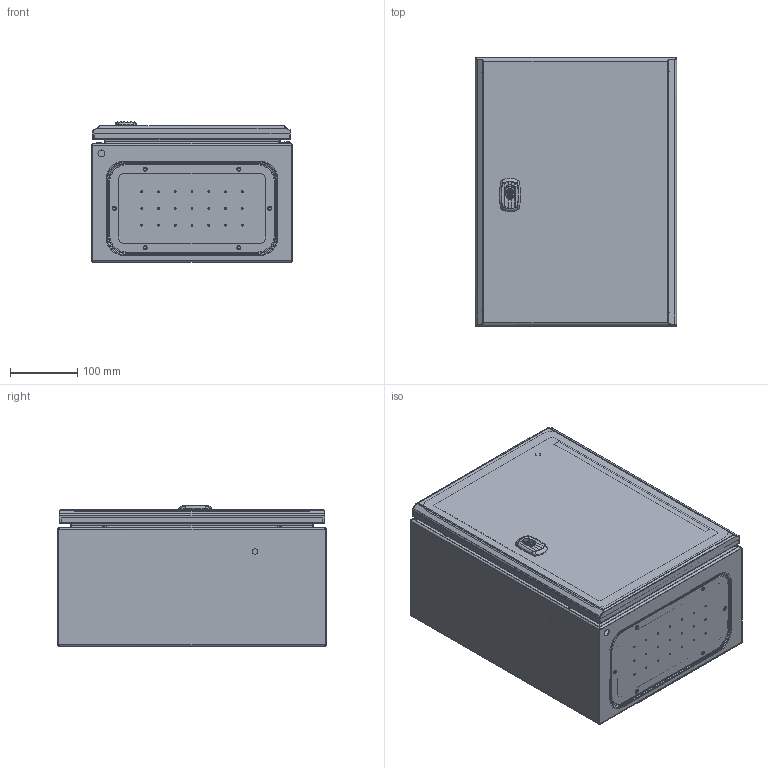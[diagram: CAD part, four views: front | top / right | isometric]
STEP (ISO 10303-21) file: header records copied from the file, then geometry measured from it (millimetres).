
FILE_DESCRIPTION(('STEP AP242'),'1');
FILE_NAME('nsys3d4320p.stp','2020-09-25T10:24:59',('TraceParts'),('TraceParts S.A.'),'Spatial InterOp 3D',' ',' ');
FILE_SCHEMA(('AP242_MANAGED_MODEL_BASED_3D_ENGINEERING_MIM_LF {1 0 10303 442 1 1 4}'));
Length unit declared in the file: millimetre
Products named in the file (1): NSYS3D4320P_EDMS_ASM|BODY_4X3X2#BODY_4X3X2;BODY_4X3X2
Bounding box: 300 x 400 x 209 mm (x, y, z)
Volume: 935823 mm3; surface area: 1417828.7 mm2
Topology: 5 solids, 18 shells, 2995 faces, 7731 edges, 4753 vertices
Faces by surface type: plane 1122, cylinder 874, bspline 325, cone 319, torus 251, sphere 90, extrusion 10, revolution 4
Entity records: 108456 total; most frequent: CARTESIAN_POINT 38832, ORIENTED_EDGE 15218, DIRECTION 13485, EDGE_CURVE 7609, AXIS2_PLACEMENT_3D 4918, VERTEX_POINT 4753, VECTOR 3645, LINE 3635
